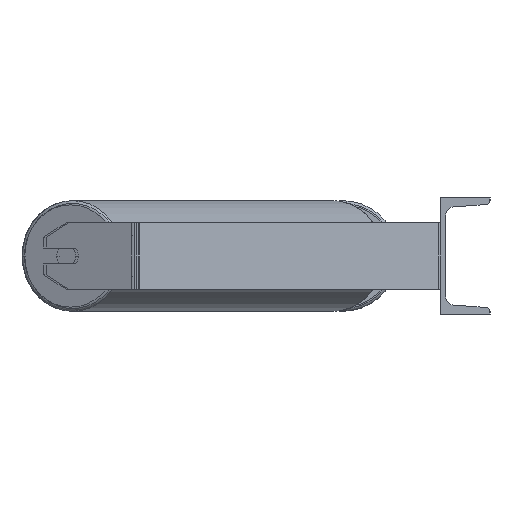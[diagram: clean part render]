
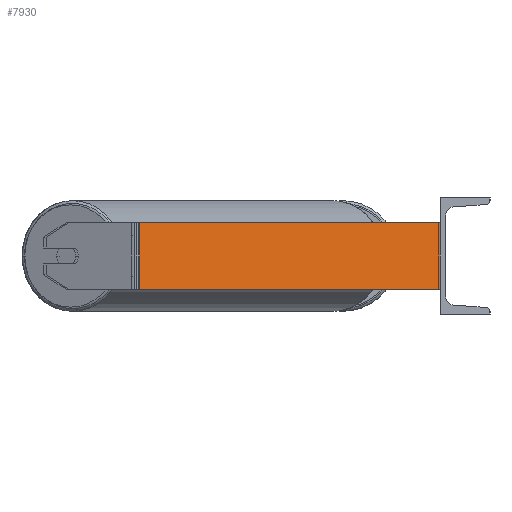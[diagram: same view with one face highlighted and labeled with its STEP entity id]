
A CAD part, left-side view. The second image highlights one B-rep face of the part: STEP entity #7930.
In plain terms, the highlighted planar face has unit normal (-0.985, -0.174, 0).
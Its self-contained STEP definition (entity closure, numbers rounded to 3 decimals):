
#37 = VERTEX_POINT ( 'NONE', #8209 ) ;
#308 = ORIENTED_EDGE ( 'NONE', *, *, #2945, .F. ) ;
#340 = DIRECTION ( 'NONE',  ( 0.174, -0.985, 0. ) ) ;
#752 = DIRECTION ( 'NONE',  ( 0., 0., -1. ) ) ;
#976 = LINE ( 'NONE', #3208, #1976 ) ;
#1006 = CARTESIAN_POINT ( 'NONE',  ( -1149.616, 366.456, 40. ) ) ;
#1375 = VECTOR ( 'NONE', #752, 1000. ) ;
#1711 = DIRECTION ( 'NONE',  ( -0.174, 0.985, 0. ) ) ;
#1853 = DIRECTION ( 'NONE',  ( 0., 0., -1. ) ) ;
#1976 = VECTOR ( 'NONE', #1853, 1000. ) ;
#2178 = ORIENTED_EDGE ( 'NONE', *, *, #4007, .F. ) ;
#2408 = EDGE_LOOP ( 'NONE', ( #2711, #2178, #308, #2550 ) ) ;
#2550 = ORIENTED_EDGE ( 'NONE', *, *, #4060, .T. ) ;
#2566 = VERTEX_POINT ( 'NONE', #4020 ) ;
#2711 = ORIENTED_EDGE ( 'NONE', *, *, #6477, .T. ) ;
#2945 = EDGE_CURVE ( 'NONE', #37, #2566, #8100, .T. ) ;
#3208 = CARTESIAN_POINT ( 'NONE',  ( -1148.74, 361.488, 40. ) ) ;
#4007 = EDGE_CURVE ( 'NONE', #2566, #6563, #7939, .T. ) ;
#4020 = CARTESIAN_POINT ( 'NONE',  ( -1085., 0., 40. ) ) ;
#4060 = EDGE_CURVE ( 'NONE', #37, #7706, #976, .T. ) ;
#4347 = PLANE ( 'NONE',  #4741 ) ;
#4436 = CARTESIAN_POINT ( 'NONE',  ( -1085., 0., 40. ) ) ;
#4741 = AXIS2_PLACEMENT_3D ( 'NONE', #8031, #7227, #1711 ) ;
#5107 = LINE ( 'NONE', #6595, #6858 ) ;
#5382 = CARTESIAN_POINT ( 'NONE',  ( -1085., 0., -40. ) ) ;
#6477 = EDGE_CURVE ( 'NONE', #7706, #6563, #5107, .T. ) ;
#6563 = VERTEX_POINT ( 'NONE', #5382 ) ;
#6595 = CARTESIAN_POINT ( 'NONE',  ( -1149.616, 366.456, -40. ) ) ;
#6858 = VECTOR ( 'NONE', #7838, 1000. ) ;
#6976 = VECTOR ( 'NONE', #340, 1000. ) ;
#7166 = CARTESIAN_POINT ( 'NONE',  ( -1148.74, 361.488, -40. ) ) ;
#7227 = DIRECTION ( 'NONE',  ( 0.985, 0.174, 0. ) ) ;
#7706 = VERTEX_POINT ( 'NONE', #7166 ) ;
#7838 = DIRECTION ( 'NONE',  ( 0.174, -0.985, 0. ) ) ;
#7930 = ADVANCED_FACE ( 'NONE', ( #7983 ), #4347, .F. ) ;
#7939 = LINE ( 'NONE', #4436, #1375 ) ;
#7983 = FACE_OUTER_BOUND ( 'NONE', #2408, .T. ) ;
#8031 = CARTESIAN_POINT ( 'NONE',  ( -1149.616, 366.456, 40. ) ) ;
#8100 = LINE ( 'NONE', #1006, #6976 ) ;
#8209 = CARTESIAN_POINT ( 'NONE',  ( -1148.74, 361.488, 40. ) ) ;
